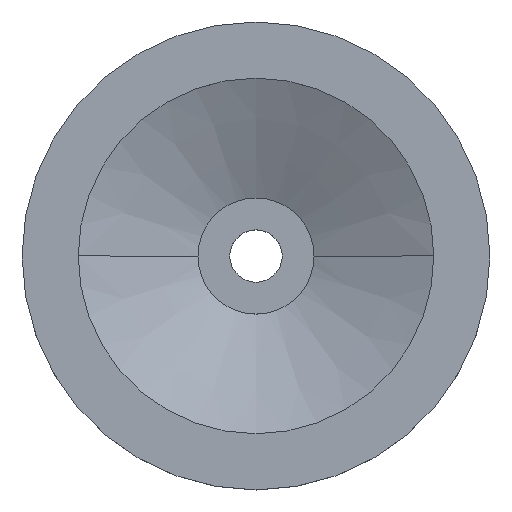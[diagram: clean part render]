
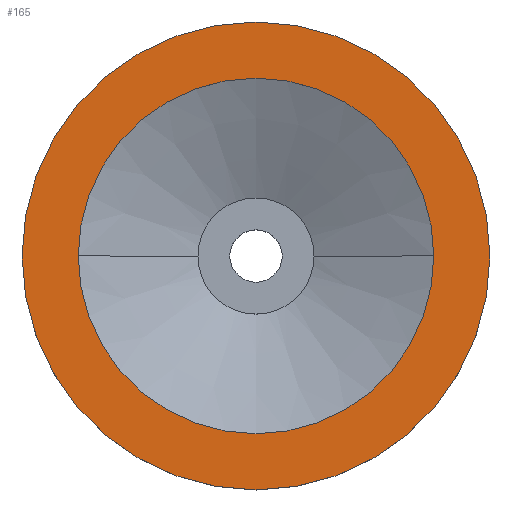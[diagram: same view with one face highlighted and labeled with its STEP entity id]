
A CAD part, top view. The second image highlights one B-rep face of the part: STEP entity #165.
In plain terms, the highlighted planar face has unit normal (0, 0, 1).
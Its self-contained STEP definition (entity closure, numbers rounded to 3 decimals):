
#121=EDGE_CURVE('',#275,#177,#311,.T.);
#145=EDGE_CURVE('',#157,#155,#338,.T.);
#149=EDGE_CURVE('',#177,#275,#342,.T.);
#155=VERTEX_POINT('',#348);
#157=VERTEX_POINT('',#350);
#165=ADVANCED_FACE('',(#361,#362),#363,.T.);
#177=VERTEX_POINT('',#377);
#211=EDGE_CURVE('',#155,#157,#416,.T.);
#275=VERTEX_POINT('',#485);
#311=CIRCLE('',#514,47.5);
#338=CIRCLE('',#550,62.5);
#342=CIRCLE('',#555,47.5);
#348=CARTESIAN_POINT('',(-62.5,0.,33.0));
#350=CARTESIAN_POINT('',(62.5,0.,33.0));
#361=FACE_OUTER_BOUND('',#577,.T.);
#362=FACE_BOUND('',#578,.T.);
#363=PLANE('',#579);
#377=CARTESIAN_POINT('',(-47.5,0.,33.0));
#416=CIRCLE('',#644,62.5);
#485=CARTESIAN_POINT('',(47.5,0.,33.0));
#514=AXIS2_PLACEMENT_3D('',#774,#775,#776);
#550=AXIS2_PLACEMENT_3D('',#814,#815,#816);
#555=AXIS2_PLACEMENT_3D('',#817,#818,#819);
#577=EDGE_LOOP('',(#841,#842));
#578=EDGE_LOOP('',(#843,#844));
#579=AXIS2_PLACEMENT_3D('',#845,#846,#847);
#644=AXIS2_PLACEMENT_3D('',#922,#923,#924);
#774=CARTESIAN_POINT('',(0.,0.,33.0));
#775=DIRECTION('',(-0.0,0.0,-1.0));
#776=DIRECTION('',(-1.0,0.,0.0));
#814=CARTESIAN_POINT('',(0.,0.,33.0));
#815=DIRECTION('',(-0.0,0.0,-1.0));
#816=DIRECTION('',(-1.0,0.,0.0));
#817=CARTESIAN_POINT('',(0.,0.,33.0));
#818=DIRECTION('',(-0.0,0.0,-1.0));
#819=DIRECTION('',(-1.0,0.,0.0));
#841=ORIENTED_EDGE('',*,*,#211,.F.);
#842=ORIENTED_EDGE('',*,*,#145,.F.);
#843=ORIENTED_EDGE('',*,*,#149,.T.);
#844=ORIENTED_EDGE('',*,*,#121,.T.);
#845=CARTESIAN_POINT('',(-55.0,0.,33.0));
#846=DIRECTION('',(0.0,0.0,1.0));
#847=DIRECTION('',(-1.0,0.,0.0));
#922=CARTESIAN_POINT('',(0.,0.,33.0));
#923=DIRECTION('',(-0.0,0.0,-1.0));
#924=DIRECTION('',(-1.0,0.,0.0));
